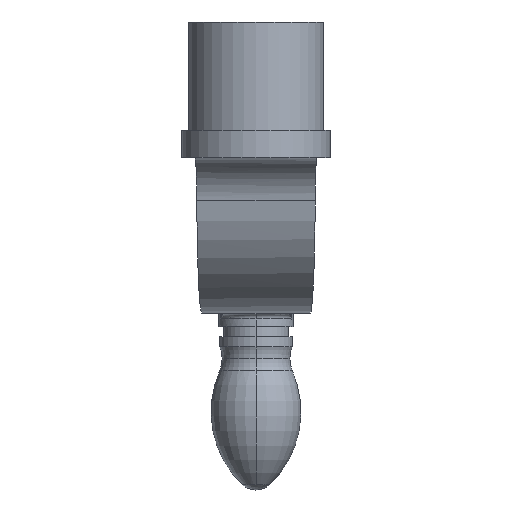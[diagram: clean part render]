
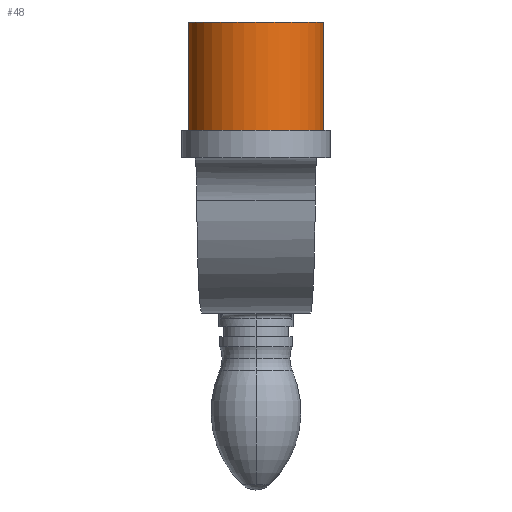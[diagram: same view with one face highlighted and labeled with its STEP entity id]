
A CAD part, top view. The second image highlights one B-rep face of the part: STEP entity #48.
In plain terms, the highlighted cylindrical face has radius 27 mm (diameter 54 mm), a partial arc.
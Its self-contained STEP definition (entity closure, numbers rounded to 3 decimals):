
#48=ADVANCED_FACE('',(#100),#101,.T.);
#100=FACE_OUTER_BOUND('',#203,.T.);
#101=CYLINDRICAL_SURFACE('',#204,27.0);
#203=EDGE_LOOP('',(#316,#317,#318,#319));
#204=AXIS2_PLACEMENT_3D('',#320,#321,#322);
#316=ORIENTED_EDGE('',*,*,#707,.F.);
#317=ORIENTED_EDGE('',*,*,#708,.T.);
#318=ORIENTED_EDGE('',*,*,#709,.F.);
#319=ORIENTED_EDGE('',*,*,#710,.F.);
#320=CARTESIAN_POINT('',(0.0,0.0,0.0));
#321=DIRECTION('',(0.0,-1.0,0.0));
#322=DIRECTION('',(1.0,0.0,0.0));
#707=EDGE_CURVE('',#837,#838,#839,.T.);
#708=EDGE_CURVE('',#837,#840,#841,.T.);
#709=EDGE_CURVE('',#842,#840,#843,.T.);
#710=EDGE_CURVE('',#838,#842,#844,.T.);
#837=VERTEX_POINT('',#1045);
#838=VERTEX_POINT('',#1046);
#839=LINE('',#1047,#1048);
#840=VERTEX_POINT('',#1049);
#841=CIRCLE('',#1050,27.0);
#842=VERTEX_POINT('',#1051);
#843=LINE('',#1052,#1053);
#844=CIRCLE('',#1054,27.0);
#1045=CARTESIAN_POINT('',(27.0,0.0,0.));
#1046=CARTESIAN_POINT('',(27.0,-43.2,0.));
#1047=CARTESIAN_POINT('',(27.0,0.0,0.));
#1048=VECTOR('',#1354,1.0);
#1049=CARTESIAN_POINT('',(-27.0,0.0,0.));
#1050=AXIS2_PLACEMENT_3D('',#1355,#1356,#1357);
#1051=CARTESIAN_POINT('',(-27.0,-43.2,0.));
#1052=CARTESIAN_POINT('',(-27.0,0.0,0.));
#1053=VECTOR('',#1358,1.0);
#1054=AXIS2_PLACEMENT_3D('',#1359,#1360,#1361);
#1354=DIRECTION('',(0.0,-1.0,0.0));
#1355=CARTESIAN_POINT('',(0.0,0.0,0.0));
#1356=DIRECTION('',(0.0,-1.0,0.0));
#1357=DIRECTION('',(1.0,0.0,0.0));
#1358=DIRECTION('',(-0.0,1.0,-0.0));
#1359=CARTESIAN_POINT('',(0.0,-43.2,0.0));
#1360=DIRECTION('',(0.0,-1.0,0.0));
#1361=DIRECTION('',(1.0,0.0,0.0));
